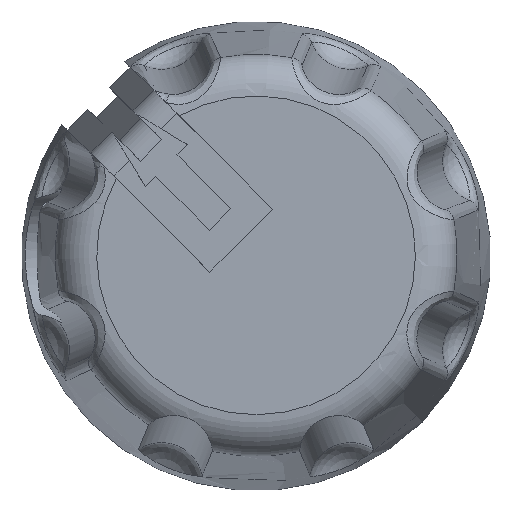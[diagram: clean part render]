
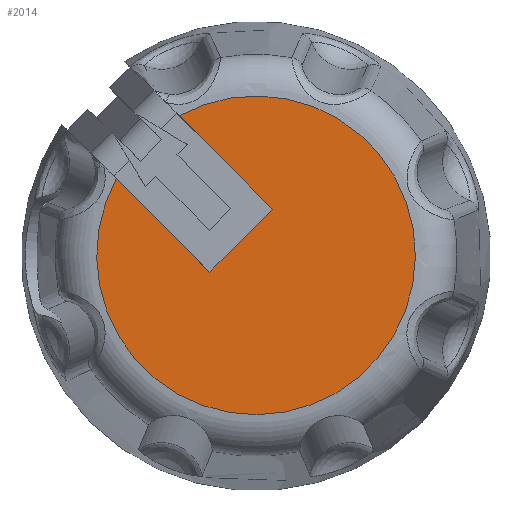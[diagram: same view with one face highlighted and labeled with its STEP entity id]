
A CAD part, top view. The second image highlights one B-rep face of the part: STEP entity #2014.
In plain terms, the highlighted planar face has unit normal (0, 0, 1).
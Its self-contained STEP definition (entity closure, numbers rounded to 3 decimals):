
#80=PLANE('',#2169);
#115=CIRCLE('',#2110,5.342);
#231=FACE_OUTER_BOUND('',#347,.T.);
#347=EDGE_LOOP('',(#1635,#1636,#1637,#1638));
#588=LINE('',#5210,#688);
#610=LINE('',#5265,#710);
#613=LINE('',#5269,#713);
#688=VECTOR('',#2416,10.);
#710=VECTOR('',#2468,10.);
#713=VECTOR('',#2473,10.);
#816=VERTEX_POINT('',#3575);
#817=VERTEX_POINT('',#3582);
#891=VERTEX_POINT('',#5208);
#909=VERTEX_POINT('',#5264);
#1039=EDGE_CURVE('',#816,#817,#115,.T.);
#1156=EDGE_CURVE('',#816,#891,#588,.T.);
#1184=EDGE_CURVE('',#909,#817,#610,.T.);
#1187=EDGE_CURVE('',#891,#909,#613,.T.);
#1635=ORIENTED_EDGE('',*,*,#1039,.F.);
#1636=ORIENTED_EDGE('',*,*,#1156,.T.);
#1637=ORIENTED_EDGE('',*,*,#1187,.T.);
#1638=ORIENTED_EDGE('',*,*,#1184,.T.);
#2014=ADVANCED_FACE('',(#231),#80,.T.);
#2110=AXIS2_PLACEMENT_3D('',#3583,#2323,#2324);
#2169=AXIS2_PLACEMENT_3D('',#5268,#2471,#2472);
#2323=DIRECTION('center_axis',(0.,0.,-1.));
#2324=DIRECTION('ref_axis',(0.001,1.,0.));
#2416=DIRECTION('',(0.707,-0.707,0.));
#2468=DIRECTION('',(-0.707,0.707,0.));
#2471=DIRECTION('center_axis',(0.,0.,1.));
#2472=DIRECTION('ref_axis',(1.,0.,0.));
#2473=DIRECTION('',(-0.707,-0.707,0.));
#3575=CARTESIAN_POINT('',(-2.572,4.682,31.455));
#3582=CARTESIAN_POINT('',(-4.682,2.572,31.455));
#3583=CARTESIAN_POINT('Origin',(0.,0.,31.455));
#5208=CARTESIAN_POINT('',(0.56,1.55,31.455));
#5210=CARTESIAN_POINT('',(-1.586,3.697,31.455));
#5264=CARTESIAN_POINT('',(-1.55,-0.56,31.455));
#5265=CARTESIAN_POINT('',(-3.838,1.727,31.455));
#5268=CARTESIAN_POINT('Origin',(0.,0.,31.455));
#5269=CARTESIAN_POINT('',(-0.495,0.495,31.455));
